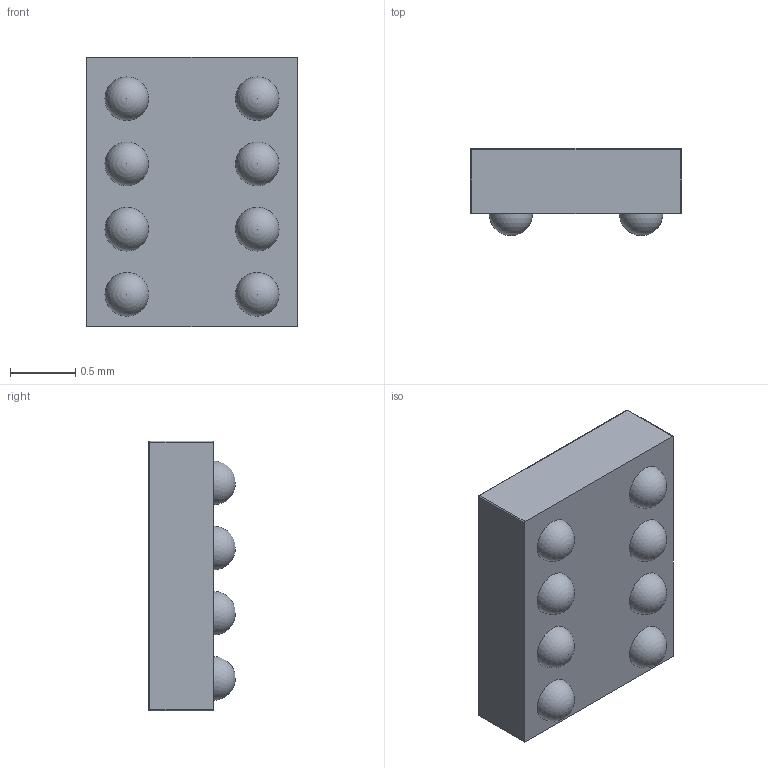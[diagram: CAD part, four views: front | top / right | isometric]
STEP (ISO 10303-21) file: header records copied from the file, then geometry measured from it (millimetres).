
FILE_DESCRIPTION(/* description */ (''),/* implementation_level */ '2;1');
FILE_NAME(/* name */ 'DSBGA-6.stp',/* time_stamp */ '2015-04-12T12:18:35-07:00',/* author */ (''),/* organization */ (''),/* preprocessor_version */ 'ST-DEVELOPER v16.1',/* originating_system */ 'Autodesk Translation Framework v4.0.0.5211',/* authorisation */ '');
FILE_SCHEMA (('AUTOMOTIVE_DESIGN { 1 0 10303 214 3 1 1 }'));
Length unit declared in the file: centimetre
Products named in the file (1): (Unsaved)
Bounding box: 1.62 x 0.67 x 2.07 mm (x, y, z)
Volume: 1.8 mm3; surface area: 12.5 mm2
Topology: 9 solids, 9 shells, 34 faces, 68 edges, 44 vertices
Faces by surface type: plane 14, sphere 12, cylinder 8
Entity records: 724 total; most frequent: DIRECTION 138, CARTESIAN_POINT 107, ORIENTED_EDGE 88, AXIS2_PLACEMENT_3D 59, EDGE_CURVE 44, FACE_OUTER_BOUND 34, EDGE_LOOP 34, ADVANCED_FACE 34
